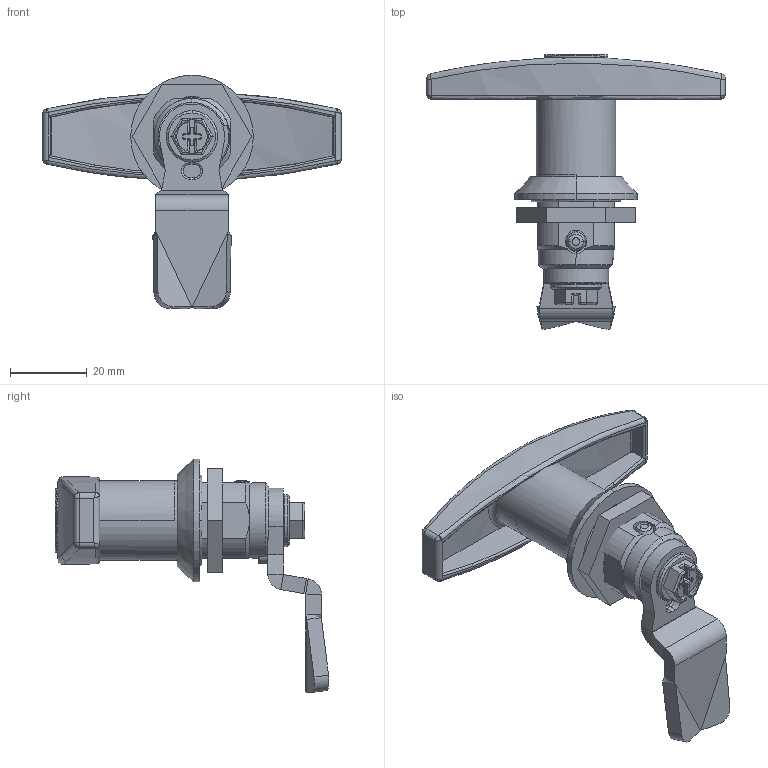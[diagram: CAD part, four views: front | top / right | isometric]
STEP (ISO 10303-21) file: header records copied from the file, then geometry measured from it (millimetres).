
FILE_DESCRIPTION (( 'STEP AP214' ), '1' );
FILE_NAME ('SCE-ELKLT.STEP', '2022-07-22T10:36:15', ( '' ), ( '' ), 'SwSTEP 2.0', 'SolidWorks 2021', '' );
FILE_SCHEMA (( 'AUTOMOTIVE_DESIGN' ));
Length unit declared in the file: inch
Products named in the file (1): SCE-ELKLT
Bounding box: 78 x 71.53 x 60.97 mm (x, y, z)
Volume: 28505.2 mm3; surface area: 23385.7 mm2
Topology: 10 solids, 10 shells, 596 faces, 1569 edges, 992 vertices
Faces by surface type: plane 335, cylinder 165, torus 40, bspline 33, cone 15, sphere 8
Full cylindrical faces by diameter (mm): 20.29 x1
Entity records: 39161 total; most frequent: CARTESIAN_POINT 24471, ORIENTED_EDGE 3132, DIRECTION 2892, EDGE_CURVE 1566, VERTEX_POINT 992, AXIS2_PLACEMENT_3D 974, LINE 944, VECTOR 944
